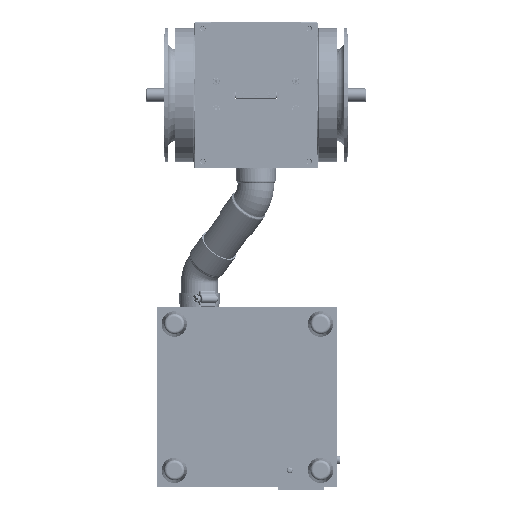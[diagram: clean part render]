
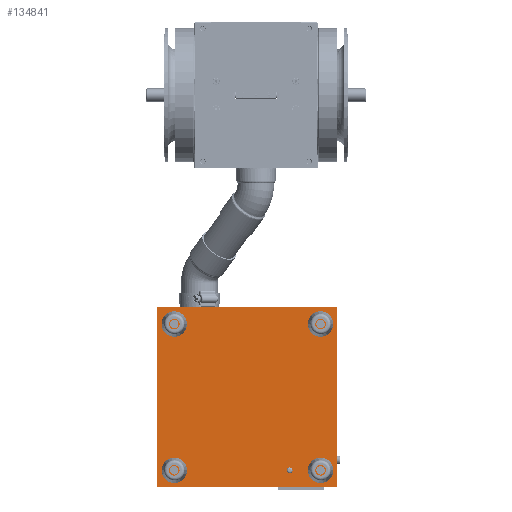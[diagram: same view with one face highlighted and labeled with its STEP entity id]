
A CAD part, front view. The second image highlights one B-rep face of the part: STEP entity #134841.
In plain terms, the highlighted planar face has unit normal (0, -1, 0).
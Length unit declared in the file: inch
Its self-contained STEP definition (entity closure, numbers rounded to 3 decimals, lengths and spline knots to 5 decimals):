
#192 = CARTESIAN_POINT ( 'NONE',  ( -4.38175, 1., -17.42221 ) ) ;
#424 = CARTESIAN_POINT ( 'NONE',  ( -3.63175, 1., -10.17221 ) ) ;
#1423 = ORIENTED_EDGE ( 'NONE', *, *, #1788, .F. ) ;
#1788 = EDGE_CURVE ( 'NONE', #63013, #38444, #149525, .T. ) ;
#2068 = CIRCLE ( 'NONE', #125965, 0.17187 ) ;
#4953 = CIRCLE ( 'NONE', #94159, 0.17187 ) ;
#5041 = VERTEX_POINT ( 'NONE', #172766 ) ;
#5110 = EDGE_CURVE ( 'NONE', #150291, #170722, #92942, .T. ) ;
#6992 = CIRCLE ( 'NONE', #101295, 0.17187 ) ;
#8207 = DIRECTION ( 'NONE',  ( 1., 0., 0. ) ) ;
#8909 = DIRECTION ( 'NONE',  ( 1., 0., 0. ) ) ;
#9510 = AXIS2_PLACEMENT_3D ( 'NONE', #59426, #152848, #72941 ) ;
#10329 = FACE_OUTER_BOUND ( 'NONE', #126103, .T. ) ;
#12272 = ORIENTED_EDGE ( 'NONE', *, *, #132956, .F. ) ;
#13815 = DIRECTION ( 'NONE',  ( 1., 0., 0. ) ) ;
#14206 = DIRECTION ( 'NONE',  ( 0., -1., 0. ) ) ;
#14775 = EDGE_CURVE ( 'NONE', #170722, #5041, #27883, .T. ) ;
#16226 = VERTEX_POINT ( 'NONE', #28020 ) ;
#17452 = VECTOR ( 'NONE', #143379, 39.37008 ) ;
#19209 = CARTESIAN_POINT ( 'NONE',  ( 2.86825, 1., -10.17221 ) ) ;
#25541 = AXIS2_PLACEMENT_3D ( 'NONE', #148989, #69010, #162435 ) ;
#25888 = ORIENTED_EDGE ( 'NONE', *, *, #95019, .F. ) ;
#26367 = ORIENTED_EDGE ( 'NONE', *, *, #110299, .F. ) ;
#27480 = DIRECTION ( 'NONE',  ( 1., 0., 0. ) ) ;
#27883 = LINE ( 'NONE', #192, #130452 ) ;
#28020 = CARTESIAN_POINT ( 'NONE',  ( -3.45987, 1., -10.17221 ) ) ;
#28675 = ORIENTED_EDGE ( 'NONE', *, *, #14775, .F. ) ;
#32740 = DIRECTION ( 'NONE',  ( 1., 0., 0. ) ) ;
#32829 = CIRCLE ( 'NONE', #38097, 0.072 ) ;
#34025 = AXIS2_PLACEMENT_3D ( 'NONE', #169113, #89058, #8909 ) ;
#34220 = AXIS2_PLACEMENT_3D ( 'NONE', #151042, #71123, #164513 ) ;
#36063 = CIRCLE ( 'NONE', #37290, 0.17187 ) ;
#37290 = AXIS2_PLACEMENT_3D ( 'NONE', #152641, #72733, #166183 ) ;
#38097 = AXIS2_PLACEMENT_3D ( 'NONE', #127174, #47051, #140564 ) ;
#38444 = VERTEX_POINT ( 'NONE', #146750 ) ;
#40416 = CARTESIAN_POINT ( 'NONE',  ( 2.69638, 1., -16.67221 ) ) ;
#45973 = FACE_BOUND ( 'NONE', #111544, .T. ) ;
#46338 = CARTESIAN_POINT ( 'NONE',  ( 2.86825, 1., -10.17221 ) ) ;
#46461 = CARTESIAN_POINT ( 'NONE',  ( 2.69638, 1., -10.17221 ) ) ;
#47051 = DIRECTION ( 'NONE',  ( 0., -1., 0. ) ) ;
#47951 = VERTEX_POINT ( 'NONE', #40416 ) ;
#49571 = EDGE_CURVE ( 'NONE', #5041, #54011, #103721, .T. ) ;
#50148 = FACE_BOUND ( 'NONE', #168098, .T. ) ;
#50596 = CIRCLE ( 'NONE', #85615, 0.17187 ) ;
#53029 = LINE ( 'NONE', #89685, #17452 ) ;
#53497 = CARTESIAN_POINT ( 'NONE',  ( -4.38175, 1., -17.42221 ) ) ;
#54011 = VERTEX_POINT ( 'NONE', #109258 ) ;
#59426 = CARTESIAN_POINT ( 'NONE',  ( 1.49325, 1., -16.67221 ) ) ;
#59719 = DIRECTION ( 'NONE',  ( 1., 0., 0. ) ) ;
#63013 = VERTEX_POINT ( 'NONE', #114959 ) ;
#69010 = DIRECTION ( 'NONE',  ( 0., -1., 0. ) ) ;
#71123 = DIRECTION ( 'NONE',  ( 0., -1., 0. ) ) ;
#72733 = DIRECTION ( 'NONE',  ( 0., -1., 0. ) ) ;
#72941 = DIRECTION ( 'NONE',  ( 1., 0., 0. ) ) ;
#75429 = EDGE_CURVE ( 'NONE', #54011, #150291, #53029, .T. ) ;
#76561 = VERTEX_POINT ( 'NONE', #82382 ) ;
#79328 = CIRCLE ( 'NONE', #34220, 0.17187 ) ;
#79486 = ORIENTED_EDGE ( 'NONE', *, *, #157107, .F. ) ;
#81525 = FACE_BOUND ( 'NONE', #152513, .T. ) ;
#81604 = VERTEX_POINT ( 'NONE', #46461 ) ;
#81639 = CIRCLE ( 'NONE', #130627, 0.17187 ) ;
#82382 = CARTESIAN_POINT ( 'NONE',  ( 3.04013, 1., -16.67221 ) ) ;
#85280 = ORIENTED_EDGE ( 'NONE', *, *, #132486, .F. ) ;
#85615 = AXIS2_PLACEMENT_3D ( 'NONE', #46338, #139826, #59719 ) ;
#88367 = DIRECTION ( 'NONE',  ( 0., -1., 0. ) ) ;
#88737 = VECTOR ( 'NONE', #93874, 39.37008 ) ;
#89058 = DIRECTION ( 'NONE',  ( 0., -1., 0. ) ) ;
#89685 = CARTESIAN_POINT ( 'NONE',  ( 3.61825, 1., -17.42221 ) ) ;
#89889 = EDGE_CURVE ( 'NONE', #76561, #47951, #79328, .T. ) ;
#90997 = ORIENTED_EDGE ( 'NONE', *, *, #75429, .F. ) ;
#92942 = LINE ( 'NONE', #53497, #88737 ) ;
#93874 = DIRECTION ( 'NONE',  ( -1., 0., 0. ) ) ;
#93982 = DIRECTION ( 'NONE',  ( 0., -1., 0. ) ) ;
#94149 = PLANE ( 'NONE',  #25541 ) ;
#94159 = AXIS2_PLACEMENT_3D ( 'NONE', #168397, #88367, #8207 ) ;
#94385 = CARTESIAN_POINT ( 'NONE',  ( -3.63175, 1., -16.67221 ) ) ;
#95019 = EDGE_CURVE ( 'NONE', #153649, #16226, #6992, .T. ) ;
#99245 = VERTEX_POINT ( 'NONE', #128734 ) ;
#99495 = VECTOR ( 'NONE', #27480, 39.37008 ) ;
#100259 = EDGE_CURVE ( 'NONE', #114217, #136292, #81639, .T. ) ;
#101295 = AXIS2_PLACEMENT_3D ( 'NONE', #424, #93982, #13815 ) ;
#103406 = EDGE_CURVE ( 'NONE', #136292, #114217, #4953, .T. ) ;
#103721 = LINE ( 'NONE', #147810, #99495 ) ;
#103778 = CARTESIAN_POINT ( 'NONE',  ( -3.80362, 1., -16.67221 ) ) ;
#103881 = CARTESIAN_POINT ( 'NONE',  ( -4.38175, 1., -17.42221 ) ) ;
#105997 = CARTESIAN_POINT ( 'NONE',  ( -3.45987, 1., -16.67221 ) ) ;
#107933 = DIRECTION ( 'NONE',  ( 1., 0., 0. ) ) ;
#109258 = CARTESIAN_POINT ( 'NONE',  ( 3.61825, 1., -9.42221 ) ) ;
#110299 = EDGE_CURVE ( 'NONE', #47951, #76561, #166134, .T. ) ;
#111544 = EDGE_LOOP ( 'NONE', ( #152467, #135804 ) ) ;
#112880 = DIRECTION ( 'NONE',  ( 0., -1., 0. ) ) ;
#114217 = VERTEX_POINT ( 'NONE', #103778 ) ;
#114959 = CARTESIAN_POINT ( 'NONE',  ( 1.56525, 1., -16.67221 ) ) ;
#117180 = FACE_BOUND ( 'NONE', #165116, .T. ) ;
#117830 = ORIENTED_EDGE ( 'NONE', *, *, #123768, .F. ) ;
#120160 = DIRECTION ( 'NONE',  ( 0., 0., 1. ) ) ;
#123316 = CARTESIAN_POINT ( 'NONE',  ( -3.80362, 1., -10.17221 ) ) ;
#123768 = EDGE_CURVE ( 'NONE', #81604, #99245, #50596, .T. ) ;
#125965 = AXIS2_PLACEMENT_3D ( 'NONE', #19209, #112880, #32740 ) ;
#126103 = EDGE_LOOP ( 'NONE', ( #169492, #90997, #128933, #28675 ) ) ;
#127174 = CARTESIAN_POINT ( 'NONE',  ( 1.49325, 1., -16.67221 ) ) ;
#128734 = CARTESIAN_POINT ( 'NONE',  ( 3.04013, 1., -10.17221 ) ) ;
#128933 = ORIENTED_EDGE ( 'NONE', *, *, #49571, .F. ) ;
#130452 = VECTOR ( 'NONE', #120160, 39.37008 ) ;
#130627 = AXIS2_PLACEMENT_3D ( 'NONE', #94385, #14206, #107933 ) ;
#132486 = EDGE_CURVE ( 'NONE', #16226, #153649, #36063, .T. ) ;
#132669 = EDGE_LOOP ( 'NONE', ( #12272, #117830 ) ) ;
#132956 = EDGE_CURVE ( 'NONE', #99245, #81604, #2068, .T. ) ;
#134841 = ADVANCED_FACE ( 'NONE', ( #117180, #81525, #152536, #50148, #45973, #10329 ), #94149, .T. ) ;
#135804 = ORIENTED_EDGE ( 'NONE', *, *, #100259, .F. ) ;
#136292 = VERTEX_POINT ( 'NONE', #105997 ) ;
#136913 = CARTESIAN_POINT ( 'NONE',  ( 3.61825, 1., -17.42221 ) ) ;
#139826 = DIRECTION ( 'NONE',  ( 0., -1., 0. ) ) ;
#140564 = DIRECTION ( 'NONE',  ( 1., 0., 0. ) ) ;
#143379 = DIRECTION ( 'NONE',  ( 0., 0., -1. ) ) ;
#146750 = CARTESIAN_POINT ( 'NONE',  ( 1.42125, 1., -16.67221 ) ) ;
#147810 = CARTESIAN_POINT ( 'NONE',  ( -4.38175, 1., -9.42221 ) ) ;
#148989 = CARTESIAN_POINT ( 'NONE',  ( 3.61825, 1., -17.42221 ) ) ;
#149525 = CIRCLE ( 'NONE', #9510, 0.072 ) ;
#150291 = VERTEX_POINT ( 'NONE', #136913 ) ;
#151042 = CARTESIAN_POINT ( 'NONE',  ( 2.86825, 1., -16.67221 ) ) ;
#151523 = ORIENTED_EDGE ( 'NONE', *, *, #89889, .F. ) ;
#152467 = ORIENTED_EDGE ( 'NONE', *, *, #103406, .F. ) ;
#152513 = EDGE_LOOP ( 'NONE', ( #85280, #25888 ) ) ;
#152536 = FACE_BOUND ( 'NONE', #132669, .T. ) ;
#152641 = CARTESIAN_POINT ( 'NONE',  ( -3.63175, 1., -10.17221 ) ) ;
#152848 = DIRECTION ( 'NONE',  ( 0., -1., 0. ) ) ;
#153649 = VERTEX_POINT ( 'NONE', #123316 ) ;
#157107 = EDGE_CURVE ( 'NONE', #38444, #63013, #32829, .T. ) ;
#162435 = DIRECTION ( 'NONE',  ( 1., 0., 0. ) ) ;
#164513 = DIRECTION ( 'NONE',  ( 1., 0., 0. ) ) ;
#165116 = EDGE_LOOP ( 'NONE', ( #1423, #79486 ) ) ;
#166134 = CIRCLE ( 'NONE', #34025, 0.17187 ) ;
#166183 = DIRECTION ( 'NONE',  ( 1., 0., 0. ) ) ;
#168098 = EDGE_LOOP ( 'NONE', ( #151523, #26367 ) ) ;
#168397 = CARTESIAN_POINT ( 'NONE',  ( -3.63175, 1., -16.67221 ) ) ;
#169113 = CARTESIAN_POINT ( 'NONE',  ( 2.86825, 1., -16.67221 ) ) ;
#169492 = ORIENTED_EDGE ( 'NONE', *, *, #5110, .F. ) ;
#170722 = VERTEX_POINT ( 'NONE', #103881 ) ;
#172766 = CARTESIAN_POINT ( 'NONE',  ( -4.38175, 1., -9.42221 ) ) ;
